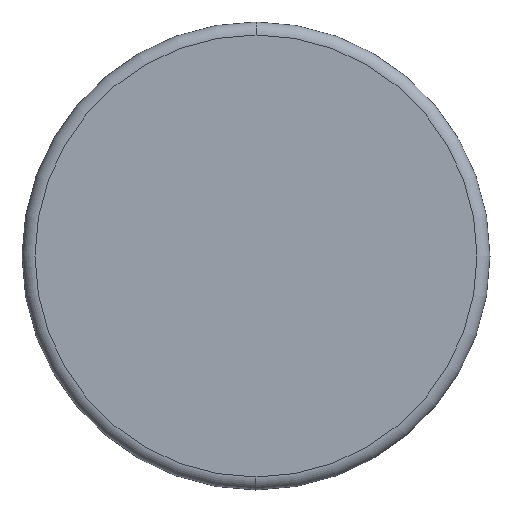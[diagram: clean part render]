
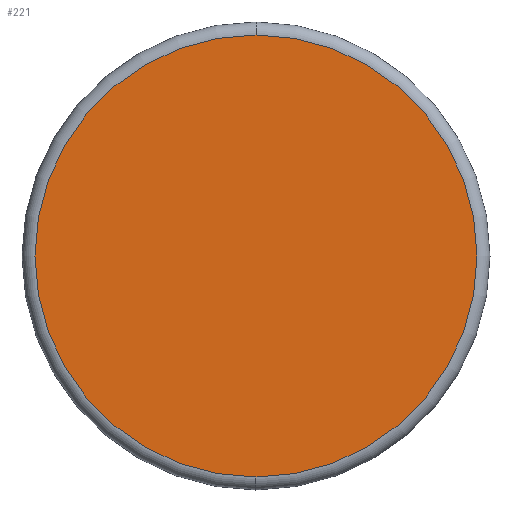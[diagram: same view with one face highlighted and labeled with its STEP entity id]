
A CAD part, left-side view. The second image highlights one B-rep face of the part: STEP entity #221.
In plain terms, the highlighted planar face has unit normal (-1, 0, 0).
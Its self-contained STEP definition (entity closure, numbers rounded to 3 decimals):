
#28 = ORIENTED_EDGE ( 'NONE', *, *, #175, .T. ) ;
#31 = DIRECTION ( 'NONE',  ( 0., 0., 1. ) ) ;
#34 = CARTESIAN_POINT ( 'NONE',  ( -3., 8.5, 0. ) ) ;
#36 = CARTESIAN_POINT ( 'NONE',  ( -3., 0., 0. ) ) ;
#37 = EDGE_LOOP ( 'NONE', ( #28, #248 ) ) ;
#39 = DIRECTION ( 'NONE',  ( -1., 0., 0. ) ) ;
#76 = CIRCLE ( 'NONE', #280, 8.5 ) ;
#82 = VERTEX_POINT ( 'NONE', #179 ) ;
#88 = DIRECTION ( 'NONE',  ( -1., 0., 0. ) ) ;
#147 = CIRCLE ( 'NONE', #219, 8.5 ) ;
#151 = DIRECTION ( 'NONE',  ( 0., 0., 1. ) ) ;
#175 = EDGE_CURVE ( 'NONE', #82, #177, #76, .T. ) ;
#177 = VERTEX_POINT ( 'NONE', #253 ) ;
#178 = DIRECTION ( 'NONE',  ( 0., 0., -1. ) ) ;
#179 = CARTESIAN_POINT ( 'NONE',  ( -3., 0., 8.5 ) ) ;
#181 = DIRECTION ( 'NONE',  ( 1., 0., 0. ) ) ;
#219 = AXIS2_PLACEMENT_3D ( 'NONE', #279, #39, #31 ) ;
#221 = ADVANCED_FACE ( 'NONE', ( #282 ), #312, .F. ) ;
#248 = ORIENTED_EDGE ( 'NONE', *, *, #301, .T. ) ;
#253 = CARTESIAN_POINT ( 'NONE',  ( -3., 0., -8.5 ) ) ;
#279 = CARTESIAN_POINT ( 'NONE',  ( -3., 0., 0. ) ) ;
#280 = AXIS2_PLACEMENT_3D ( 'NONE', #36, #88, #151 ) ;
#282 = FACE_OUTER_BOUND ( 'NONE', #37, .T. ) ;
#301 = EDGE_CURVE ( 'NONE', #177, #82, #147, .T. ) ;
#312 = PLANE ( 'NONE',  #323 ) ;
#323 = AXIS2_PLACEMENT_3D ( 'NONE', #34, #181, #178 ) ;
